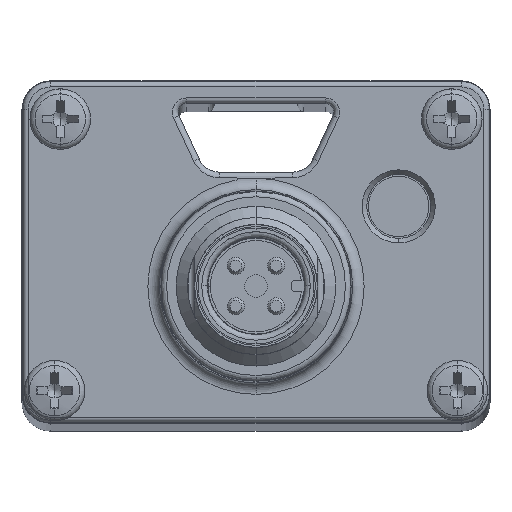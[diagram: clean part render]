
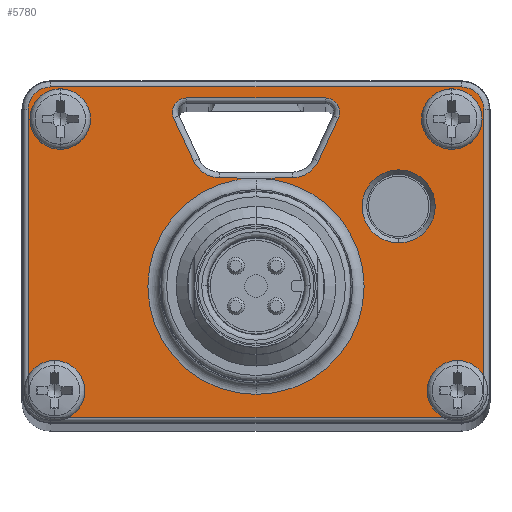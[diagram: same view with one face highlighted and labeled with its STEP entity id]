
A CAD part, top view. The second image highlights one B-rep face of the part: STEP entity #5780.
In plain terms, the highlighted planar face has unit normal (0, 0, 1).
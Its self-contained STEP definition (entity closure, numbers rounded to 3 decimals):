
#535=CARTESIAN_POINT('',(-18.,-2.5,2.));
#536=DIRECTION('',(0.,0.,-1.));
#537=DIRECTION('',(-1.,0.,0.));
#538=AXIS2_PLACEMENT_3D('',#535,#536,#537);
#540=CARTESIAN_POINT('',(18.,-2.5,2.));
#541=DIRECTION('',(0.,0.,-1.));
#542=DIRECTION('',(0.,1.,0.));
#543=AXIS2_PLACEMENT_3D('',#540,#541,#542);
#545=CARTESIAN_POINT('',(18.,-27.5,2.));
#546=DIRECTION('',(0.,0.,-1.));
#547=DIRECTION('',(1.,0.,0.));
#548=AXIS2_PLACEMENT_3D('',#545,#546,#547);
#550=CARTESIAN_POINT('',(-18.,-27.5,2.));
#551=DIRECTION('',(0.,0.,-1.));
#552=DIRECTION('',(0.,-1.,0.));
#553=AXIS2_PLACEMENT_3D('',#550,#551,#552);
#555=CARTESIAN_POINT('',(-17.65,-27.15,2.));
#556=DIRECTION('',(0.,0.,1.));
#557=DIRECTION('',(1.,0.,0.));
#558=AXIS2_PLACEMENT_3D('',#555,#556,#557);
#560=CARTESIAN_POINT('',(-17.65,-27.15,2.));
#561=DIRECTION('',(0.,0.,1.));
#562=DIRECTION('',(-1.,0.,0.));
#563=AXIS2_PLACEMENT_3D('',#560,#561,#562);
#565=CARTESIAN_POINT('',(17.65,-27.15,2.));
#566=DIRECTION('',(0.,0.,1.));
#567=DIRECTION('',(1.,0.,0.));
#568=AXIS2_PLACEMENT_3D('',#565,#566,#567);
#570=CARTESIAN_POINT('',(17.65,-27.15,2.));
#571=DIRECTION('',(0.,0.,1.));
#572=DIRECTION('',(-1.,0.,0.));
#573=AXIS2_PLACEMENT_3D('',#570,#571,#572);
#575=CARTESIAN_POINT('',(0.,-18.,2.));
#576=DIRECTION('',(0.,0.,1.));
#577=DIRECTION('',(0.,-1.,0.));
#578=AXIS2_PLACEMENT_3D('',#575,#576,#577);
#580=CARTESIAN_POINT('',(3.18,-6.,2.));
#581=DIRECTION('',(0.,0.,1.));
#582=DIRECTION('',(0.,-1.,0.));
#583=AXIS2_PLACEMENT_3D('',#580,#581,#582);
#585=DIRECTION('',(0.423,0.906,0.));
#586=VECTOR('',#585,4.169);
#587=CARTESIAN_POINT('',(5.446,-7.057,2.));
#588=LINE('',#587,#586);
#589=CARTESIAN_POINT('',(6.075,-2.75,2.));
#590=DIRECTION('',(0.,0.,1.));
#591=DIRECTION('',(0.906,-0.423,0.));
#592=AXIS2_PLACEMENT_3D('',#589,#590,#591);
#594=CARTESIAN_POINT('',(-6.075,-2.75,2.));
#595=DIRECTION('',(0.,0.,1.));
#596=DIRECTION('',(0.,1.,0.));
#597=AXIS2_PLACEMENT_3D('',#594,#595,#596);
#599=DIRECTION('',(0.423,-0.906,0.));
#600=VECTOR('',#599,4.169);
#601=CARTESIAN_POINT('',(-7.208,-3.278,2.));
#602=LINE('',#601,#600);
#603=CARTESIAN_POINT('',(-3.18,-6.,2.));
#604=DIRECTION('',(0.,0.,1.));
#605=DIRECTION('',(-0.906,-0.423,0.));
#606=AXIS2_PLACEMENT_3D('',#603,#604,#605);
#608=CARTESIAN_POINT('',(0.,-18.,2.));
#609=DIRECTION('',(0.,0.,1.));
#610=DIRECTION('',(-0.001,1.,0.));
#611=AXIS2_PLACEMENT_3D('',#608,#609,#610);
#613=CARTESIAN_POINT('',(12.5,-11.,2.));
#614=DIRECTION('',(0.,0.,1.));
#615=DIRECTION('',(0.,-1.,0.));
#616=AXIS2_PLACEMENT_3D('',#613,#614,#615);
#618=CARTESIAN_POINT('',(12.5,-11.,2.));
#619=DIRECTION('',(0.,0.,1.));
#620=DIRECTION('',(0.,1.,0.));
#621=AXIS2_PLACEMENT_3D('',#618,#619,#620);
#623=CARTESIAN_POINT('',(17.15,-3.35,2.));
#624=DIRECTION('',(0.,0.,-1.));
#625=DIRECTION('',(0.,-1.,0.));
#626=AXIS2_PLACEMENT_3D('',#623,#624,#625);
#628=CARTESIAN_POINT('',(17.15,-3.35,2.));
#629=DIRECTION('',(0.,0.,-1.));
#630=DIRECTION('',(0.,1.,0.));
#631=AXIS2_PLACEMENT_3D('',#628,#629,#630);
#633=CARTESIAN_POINT('',(-17.15,-3.35,2.));
#634=DIRECTION('',(0.,0.,-1.));
#635=DIRECTION('',(0.,-1.,0.));
#636=AXIS2_PLACEMENT_3D('',#633,#634,#635);
#638=CARTESIAN_POINT('',(-17.15,-3.35,2.));
#639=DIRECTION('',(0.,0.,-1.));
#640=DIRECTION('',(0.,1.,0.));
#641=AXIS2_PLACEMENT_3D('',#638,#639,#640);
#648=DIRECTION('',(0.,-1.,0.));
#649=VECTOR('',#648,25.);
#650=CARTESIAN_POINT('',(-19.961,-2.5,2.));
#651=LINE('',#650,#649);
#672=DIRECTION('',(1.,0.,0.));
#673=VECTOR('',#672,36.);
#674=CARTESIAN_POINT('',(-18.,-29.461,2.));
#675=LINE('',#674,#673);
#691=DIRECTION('',(0.,1.,0.));
#692=VECTOR('',#691,25.);
#693=CARTESIAN_POINT('',(19.961,-27.5,2.));
#694=LINE('',#693,#692);
#710=DIRECTION('',(-1.,0.,0.));
#711=VECTOR('',#710,36.);
#712=CARTESIAN_POINT('',(18.,-0.539,2.));
#713=LINE('',#712,#711);
#2041=DIRECTION('',(1.,0.,0.));
#2042=VECTOR('',#2041,12.15);
#2043=CARTESIAN_POINT('',(-6.075,-1.5,
2.));
#2044=LINE('',#2043,#2042);
#2065=DIRECTION('',(-1.,-0.005,0.));
#2066=VECTOR('',#2065,3.193);
#2067=CARTESIAN_POINT('',(3.18,-8.5,2.));
#2068=LINE('',#2067,#2066);
#2069=DIRECTION('',(-1.,0.005,0.));
#2070=VECTOR('',#2069,3.167);
#2071=CARTESIAN_POINT('',(-0.013,-8.515,2.));
#2072=LINE('',#2071,#2070);
#4078=CARTESIAN_POINT('',(-18.,-0.539,2.));
#4079=VERTEX_POINT('',#4078);
#4080=CARTESIAN_POINT('',(-16.15,-27.15,2.));
#4081=CARTESIAN_POINT('',(-19.15,-27.15,2.));
#4082=VERTEX_POINT('',#4080);
#4083=VERTEX_POINT('',#4081);
#4084=CARTESIAN_POINT('',(19.15,-27.15,2.));
#4085=CARTESIAN_POINT('',(16.15,-27.15,2.));
#4086=VERTEX_POINT('',#4084);
#4087=VERTEX_POINT('',#4085);
#4088=CARTESIAN_POINT('',(0.,-27.474,2.));
#4089=CARTESIAN_POINT('',(-0.019,-8.526,2.));
#4090=VERTEX_POINT('',#4088);
#4091=VERTEX_POINT('',#4089);
#4092=CARTESIAN_POINT('',(-6.075,-1.5,2.));
#4093=CARTESIAN_POINT('',(-7.208,-3.278,
2.));
#4094=VERTEX_POINT('',#4092);
#4095=VERTEX_POINT('',#4093);
#4096=CARTESIAN_POINT('',(-5.446,-7.057,2.));
#4097=VERTEX_POINT('',#4096);
#4098=CARTESIAN_POINT('',(-3.18,-8.5,2.));
#4099=VERTEX_POINT('',#4098);
#4100=CARTESIAN_POINT('',(3.18,-8.5,2.));
#4101=CARTESIAN_POINT('',(5.446,-7.057,2.));
#4102=VERTEX_POINT('',#4100);
#4103=VERTEX_POINT('',#4101);
#4104=CARTESIAN_POINT('',(7.208,-3.278,2.));
#4105=VERTEX_POINT('',#4104);
#4106=CARTESIAN_POINT('',(6.075,-1.5,2.));
#4107=VERTEX_POINT('',#4106);
#4108=CARTESIAN_POINT('',(-19.961,-2.5,2.));
#4109=VERTEX_POINT('',#4108);
#4110=CARTESIAN_POINT('',(18.,-0.539,2.));
#4111=VERTEX_POINT('',#4110);
#4112=CARTESIAN_POINT('',(19.961,-2.5,2.));
#4113=VERTEX_POINT('',#4112);
#4114=CARTESIAN_POINT('',(19.961,-27.5,2.));
#4115=VERTEX_POINT('',#4114);
#4116=CARTESIAN_POINT('',(18.,-29.461,2.));
#4117=VERTEX_POINT('',#4116);
#4118=CARTESIAN_POINT('',(-18.,-29.461,2.));
#4119=VERTEX_POINT('',#4118);
#4120=CARTESIAN_POINT('',(-19.961,-27.5,2.));
#4121=VERTEX_POINT('',#4120);
#4122=CARTESIAN_POINT('',(12.5,-14.2,2.));
#4123=CARTESIAN_POINT('',(12.5,-7.8,2.));
#4124=VERTEX_POINT('',#4122);
#4125=VERTEX_POINT('',#4123);
#4985=CARTESIAN_POINT('',(17.15,-6.,2.));
#4986=CARTESIAN_POINT('',(17.15,-0.7,2.));
#4987=VERTEX_POINT('',#4985);
#4988=VERTEX_POINT('',#4986);
#4989=CARTESIAN_POINT('',(-17.15,-6.,2.));
#4990=CARTESIAN_POINT('',(-17.15,-0.7,2.));
#4991=VERTEX_POINT('',#4989);
#4992=VERTEX_POINT('',#4990);
#5704=CARTESIAN_POINT('',(0.,-15.,2.));
#5705=DIRECTION('',(0.,0.,1.));
#5706=DIRECTION('',(-1.,0.,0.));
#5707=AXIS2_PLACEMENT_3D('',#5704,#5705,#5706);
#5708=PLANE('',#5707);
#5710=ORIENTED_EDGE('',*,*,#5709,.T.);
#5712=ORIENTED_EDGE('',*,*,#5711,.F.);
#5714=ORIENTED_EDGE('',*,*,#5713,.T.);
#5716=ORIENTED_EDGE('',*,*,#5715,.F.);
#5718=ORIENTED_EDGE('',*,*,#5717,.T.);
#5720=ORIENTED_EDGE('',*,*,#5719,.F.);
#5722=ORIENTED_EDGE('',*,*,#5721,.T.);
#5724=ORIENTED_EDGE('',*,*,#5723,.F.);
#5725=EDGE_LOOP('',(#5710,#5712,#5714,#5716,#5718,#5720,#5722,#5724));
#5726=FACE_OUTER_BOUND('',#5725,.F.);
#5728=ORIENTED_EDGE('',*,*,#5727,.T.);
#5730=ORIENTED_EDGE('',*,*,#5729,.T.);
#5731=EDGE_LOOP('',(#5728,#5730));
#5732=FACE_BOUND('',#5731,.F.);
#5734=ORIENTED_EDGE('',*,*,#5733,.T.);
#5736=ORIENTED_EDGE('',*,*,#5735,.T.);
#5737=EDGE_LOOP('',(#5734,#5736));
#5738=FACE_BOUND('',#5737,.F.);
#5739=ORIENTED_EDGE('',*,*,#5687,.T.);
#5741=ORIENTED_EDGE('',*,*,#5740,.F.);
#5743=ORIENTED_EDGE('',*,*,#5742,.T.);
#5745=ORIENTED_EDGE('',*,*,#5744,.T.);
#5747=ORIENTED_EDGE('',*,*,#5746,.T.);
#5749=ORIENTED_EDGE('',*,*,#5748,.F.);
#5751=ORIENTED_EDGE('',*,*,#5750,.T.);
#5753=ORIENTED_EDGE('',*,*,#5752,.T.);
#5755=ORIENTED_EDGE('',*,*,#5754,.T.);
#5757=ORIENTED_EDGE('',*,*,#5756,.F.);
#5759=ORIENTED_EDGE('',*,*,#5758,.T.);
#5760=EDGE_LOOP('',(#5739,#5741,#5743,#5745,#5747,#5749,#5751,#5753,#5755,#5757,
#5759));
#5761=FACE_BOUND('',#5760,.F.);
#5763=ORIENTED_EDGE('',*,*,#5762,.T.);
#5765=ORIENTED_EDGE('',*,*,#5764,.T.);
#5766=EDGE_LOOP('',(#5763,#5765));
#5767=FACE_BOUND('',#5766,.F.);
#5769=ORIENTED_EDGE('',*,*,#5768,.F.);
#5771=ORIENTED_EDGE('',*,*,#5770,.F.);
#5772=EDGE_LOOP('',(#5769,#5771));
#5773=FACE_BOUND('',#5772,.F.);
#5775=ORIENTED_EDGE('',*,*,#5774,.F.);
#5777=ORIENTED_EDGE('',*,*,#5776,.F.);
#5778=EDGE_LOOP('',(#5775,#5777));
#5779=FACE_BOUND('',#5778,.F.);
#5780=ADVANCED_FACE('',(#5726,#5732,#5738,#5761,#5767,#5773,#5779),#5708,.T.);
#539=CIRCLE('',#538,1.961);
#544=CIRCLE('',#543,1.961);
#549=CIRCLE('',#548,1.961);
#554=CIRCLE('',#553,1.961);
#559=CIRCLE('',#558,1.5);
#564=CIRCLE('',#563,1.5);
#569=CIRCLE('',#568,1.5);
#574=CIRCLE('',#573,1.5);
#579=CIRCLE('',#578,9.474);
#584=CIRCLE('',#583,2.5);
#593=CIRCLE('',#592,1.25);
#598=CIRCLE('',#597,1.25);
#607=CIRCLE('',#606,2.5);
#612=CIRCLE('',#611,9.474);
#617=CIRCLE('',#616,3.2);
#622=CIRCLE('',#621,3.2);
#627=CIRCLE('',#626,2.65);
#632=CIRCLE('',#631,2.65);
#637=CIRCLE('',#636,2.65);
#642=CIRCLE('',#641,2.65);
#5687=EDGE_CURVE('',#4090,#4091,#579,.T.);
#5709=EDGE_CURVE('',#4109,#4079,#539,.T.);
#5711=EDGE_CURVE('',#4111,#4079,#713,.T.);
#5713=EDGE_CURVE('',#4111,#4113,#544,.T.);
#5715=EDGE_CURVE('',#4115,#4113,#694,.T.);
#5717=EDGE_CURVE('',#4115,#4117,#549,.T.);
#5719=EDGE_CURVE('',#4119,#4117,#675,.T.);
#5721=EDGE_CURVE('',#4119,#4121,#554,.T.);
#5723=EDGE_CURVE('',#4109,#4121,#651,.T.);
#5727=EDGE_CURVE('',#4082,#4083,#559,.T.);
#5729=EDGE_CURVE('',#4083,#4082,#564,.T.);
#5733=EDGE_CURVE('',#4086,#4087,#569,.T.);
#5735=EDGE_CURVE('',#4087,#4086,#574,.T.);
#5740=EDGE_CURVE('',#4102,#4091,#2068,.T.);
#5742=EDGE_CURVE('',#4102,#4103,#584,.T.);
#5744=EDGE_CURVE('',#4103,#4105,#588,.T.);
#5746=EDGE_CURVE('',#4105,#4107,#593,.T.);
#5748=EDGE_CURVE('',#4094,#4107,#2044,.T.);
#5750=EDGE_CURVE('',#4094,#4095,#598,.T.);
#5752=EDGE_CURVE('',#4095,#4097,#602,.T.);
#5754=EDGE_CURVE('',#4097,#4099,#607,.T.);
#5756=EDGE_CURVE('',#4091,#4099,#2072,.T.);
#5758=EDGE_CURVE('',#4091,#4090,#612,.T.);
#5762=EDGE_CURVE('',#4124,#4125,#617,.T.);
#5764=EDGE_CURVE('',#4125,#4124,#622,.T.);
#5768=EDGE_CURVE('',#4987,#4988,#627,.T.);
#5770=EDGE_CURVE('',#4988,#4987,#632,.T.);
#5774=EDGE_CURVE('',#4991,#4992,#637,.T.);
#5776=EDGE_CURVE('',#4992,#4991,#642,.T.);
